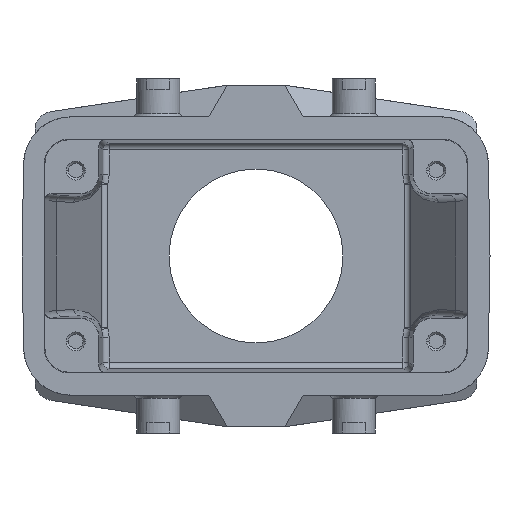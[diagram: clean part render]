
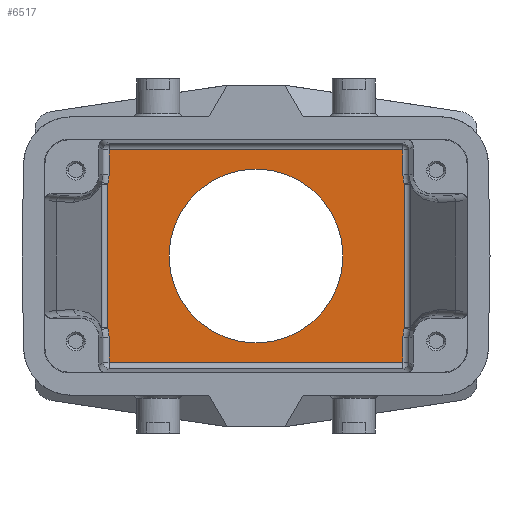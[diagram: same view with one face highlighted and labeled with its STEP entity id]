
A CAD part, front view. The second image highlights one B-rep face of the part: STEP entity #6517.
In plain terms, the highlighted planar face has unit normal (0, -1, 0).
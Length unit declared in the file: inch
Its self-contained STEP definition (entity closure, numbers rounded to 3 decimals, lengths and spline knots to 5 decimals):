
#5=CARTESIAN_POINT('',(1.09646,2.3622,0.50591));
#6=DIRECTION('',(0.,-1.,0.));
#7=DIRECTION('',(-1.,0.,0.));
#8=AXIS2_PLACEMENT_3D('',#5,#6,#7);
#10=CARTESIAN_POINT('',(1.09646,2.3622,-0.50591));
#11=DIRECTION('',(0.,-1.,0.));
#12=DIRECTION('',(-0.947,0.,0.322));
#13=AXIS2_PLACEMENT_3D('',#10,#11,#12);
#15=CARTESIAN_POINT('',(-1.09646,2.3622,-0.50591));
#16=DIRECTION('',(0.,-1.,0.));
#17=DIRECTION('',(1.,0.,0.));
#18=AXIS2_PLACEMENT_3D('',#15,#16,#17);
#20=CARTESIAN_POINT('',(-1.09646,2.3622,0.50591));
#21=DIRECTION('',(0.,-1.,0.));
#22=DIRECTION('',(0.947,0.,-0.322));
#23=AXIS2_PLACEMENT_3D('',#20,#21,#22);
#25=CARTESIAN_POINT('',(0.,2.3622,0.));
#26=DIRECTION('',(0.,-1.,0.));
#27=DIRECTION('',(0.,0.,1.));
#28=AXIS2_PLACEMENT_3D('',#25,#26,#27);
#30=CARTESIAN_POINT('',(0.,2.3622,0.));
#31=DIRECTION('',(0.,-1.,0.));
#32=DIRECTION('',(-1.,0.,0.));
#33=AXIS2_PLACEMENT_3D('',#30,#31,#32);
#35=CARTESIAN_POINT('',(0.,2.3622,0.));
#36=DIRECTION('',(0.,-1.,0.));
#37=DIRECTION('',(0.,0.,-1.));
#38=AXIS2_PLACEMENT_3D('',#35,#36,#37);
#44=DIRECTION('',(-1.,0.,0.));
#45=VECTOR('',#44,1.8293);
#46=CARTESIAN_POINT('',(0.91465,2.3622,0.66094));
#47=LINE('',#46,#45);
#4333=DIRECTION('',(0.,0.,-1.));
#4334=VECTOR('',#4333,0.15503);
#4335=CARTESIAN_POINT('',(-0.91465,2.3622,
0.66094));
#4336=LINE('',#4335,#4334);
#4369=DIRECTION('',(0.,0.,-1.));
#4370=VECTOR('',#4369,0.89486);
#4371=CARTESIAN_POINT('',(-0.92431,2.3622,
0.44743));
#4372=LINE('',#4371,#4370);
#4401=DIRECTION('',(0.,0.,-1.));
#4402=VECTOR('',#4401,0.15503);
#4403=CARTESIAN_POINT('',(-0.91465,2.3622,
-0.50591));
#4404=LINE('',#4403,#4402);
#4424=DIRECTION('',(1.,0.,0.));
#4425=VECTOR('',#4424,1.8293);
#4426=CARTESIAN_POINT('',(-0.91465,2.3622,
-0.66094));
#4427=LINE('',#4426,#4425);
#4452=DIRECTION('',(0.,0.,1.));
#4453=VECTOR('',#4452,0.15503);
#4454=CARTESIAN_POINT('',(0.91465,2.3622,
-0.66094));
#4455=LINE('',#4454,#4453);
#4488=DIRECTION('',(0.,0.,1.));
#4489=VECTOR('',#4488,0.89486);
#4490=CARTESIAN_POINT('',(0.92431,2.3622,
-0.44743));
#4491=LINE('',#4490,#4489);
#4528=DIRECTION('',(0.,0.,1.));
#4529=VECTOR('',#4528,0.15503);
#4530=CARTESIAN_POINT('',(0.91465,2.3622,
0.50591));
#4531=LINE('',#4530,#4529);
#5384=CARTESIAN_POINT('',(0.,2.3622,-0.54134));
#5385=CARTESIAN_POINT('',(0.,2.3622,0.54134));
#5386=VERTEX_POINT('',#5384);
#5387=VERTEX_POINT('',#5385);
#5392=CARTESIAN_POINT('',(0.91465,2.3622,
0.66094));
#5393=CARTESIAN_POINT('',(-0.91465,2.3622,
0.66094));
#5394=VERTEX_POINT('',#5392);
#5395=VERTEX_POINT('',#5393);
#5396=CARTESIAN_POINT('',(0.91465,2.3622,
0.50591));
#5397=VERTEX_POINT('',#5396);
#5398=CARTESIAN_POINT('',(0.92431,2.3622,
0.44743));
#5399=VERTEX_POINT('',#5398);
#5400=CARTESIAN_POINT('',(0.92431,2.3622,
-0.44743));
#5401=VERTEX_POINT('',#5400);
#5402=CARTESIAN_POINT('',(0.91465,2.3622,
-0.50591));
#5403=VERTEX_POINT('',#5402);
#5404=CARTESIAN_POINT('',(0.91465,2.3622,
-0.66094));
#5405=VERTEX_POINT('',#5404);
#5406=CARTESIAN_POINT('',(-0.91465,2.3622,
-0.66094));
#5407=VERTEX_POINT('',#5406);
#5408=CARTESIAN_POINT('',(-0.91465,2.3622,
-0.50591));
#5409=VERTEX_POINT('',#5408);
#5410=CARTESIAN_POINT('',(-0.92431,2.3622,
-0.44743));
#5411=VERTEX_POINT('',#5410);
#5412=CARTESIAN_POINT('',(-0.92431,2.3622,
0.44743));
#5413=VERTEX_POINT('',#5412);
#5414=CARTESIAN_POINT('',(-0.91465,2.3622,
0.50591));
#5415=VERTEX_POINT('',#5414);
#5416=CARTESIAN_POINT('',(-0.54134,2.3622,0.));
#5417=VERTEX_POINT('',#5416);
#6479=CARTESIAN_POINT('',(-1.05413,2.3622,
-0.84646));
#6480=DIRECTION('',(0.,-1.,0.));
#6481=DIRECTION('',(1.,0.,0.));
#6482=AXIS2_PLACEMENT_3D('',#6479,#6480,#6481);
#6483=PLANE('',#6482);
#6485=ORIENTED_EDGE('',*,*,#6484,.F.);
#6487=ORIENTED_EDGE('',*,*,#6486,.F.);
#6489=ORIENTED_EDGE('',*,*,#6488,.T.);
#6491=ORIENTED_EDGE('',*,*,#6490,.F.);
#6493=ORIENTED_EDGE('',*,*,#6492,.T.);
#6495=ORIENTED_EDGE('',*,*,#6494,.F.);
#6497=ORIENTED_EDGE('',*,*,#6496,.F.);
#6499=ORIENTED_EDGE('',*,*,#6498,.F.);
#6501=ORIENTED_EDGE('',*,*,#6500,.T.);
#6503=ORIENTED_EDGE('',*,*,#6502,.F.);
#6505=ORIENTED_EDGE('',*,*,#6504,.T.);
#6507=ORIENTED_EDGE('',*,*,#6506,.F.);
#6508=EDGE_LOOP('',(#6485,#6487,#6489,#6491,#6493,#6495,#6497,#6499,#6501,#6503,
#6505,#6507));
#6509=FACE_OUTER_BOUND('',#6508,.F.);
#6511=ORIENTED_EDGE('',*,*,#6510,.T.);
#6513=ORIENTED_EDGE('',*,*,#6512,.T.);
#6514=ORIENTED_EDGE('',*,*,#6468,.T.);
#6515=EDGE_LOOP('',(#6511,#6513,#6514));
#6516=FACE_BOUND('',#6515,.F.);
#6517=ADVANCED_FACE('',(#6509,#6516),#6483,.T.);
#9=CIRCLE('',#8,0.18181);
#14=CIRCLE('',#13,0.18181);
#19=CIRCLE('',#18,0.18181);
#24=CIRCLE('',#23,0.18181);
#29=CIRCLE('',#28,0.54134);
#34=CIRCLE('',#33,0.54134);
#39=CIRCLE('',#38,0.54134);
#6468=EDGE_CURVE('',#5386,#5387,#39,.T.);
#6484=EDGE_CURVE('',#5394,#5395,#47,.T.);
#6486=EDGE_CURVE('',#5397,#5394,#4531,.T.);
#6488=EDGE_CURVE('',#5397,#5399,#9,.T.);
#6490=EDGE_CURVE('',#5401,#5399,#4491,.T.);
#6492=EDGE_CURVE('',#5401,#5403,#14,.T.);
#6494=EDGE_CURVE('',#5405,#5403,#4455,.T.);
#6496=EDGE_CURVE('',#5407,#5405,#4427,.T.);
#6498=EDGE_CURVE('',#5409,#5407,#4404,.T.);
#6500=EDGE_CURVE('',#5409,#5411,#19,.T.);
#6502=EDGE_CURVE('',#5413,#5411,#4372,.T.);
#6504=EDGE_CURVE('',#5413,#5415,#24,.T.);
#6506=EDGE_CURVE('',#5395,#5415,#4336,.T.);
#6510=EDGE_CURVE('',#5387,#5417,#29,.T.);
#6512=EDGE_CURVE('',#5417,#5386,#34,.T.);
